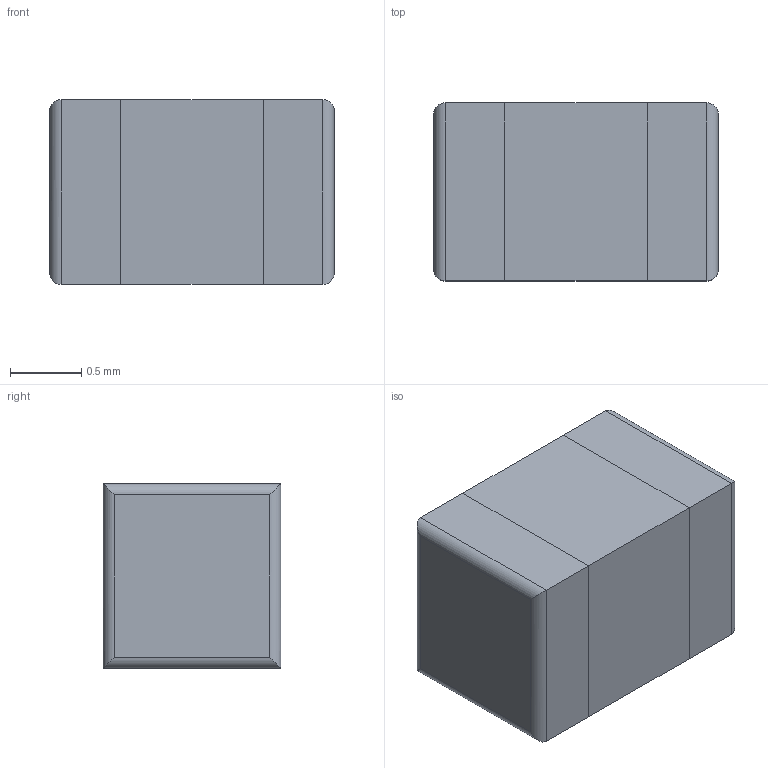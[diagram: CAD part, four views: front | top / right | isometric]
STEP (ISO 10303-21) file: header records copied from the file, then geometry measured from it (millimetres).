
FILE_DESCRIPTION (( 'STEP AP214' ), '1' );
FILE_NAME ('C-0805.STEP', '2019-02-14T05:42:19', ( '' ), ( '' ), 'SwSTEP 2.0', 'SolidWorks 2019', '' );
FILE_SCHEMA (( 'AUTOMOTIVE_DESIGN' ));
Length unit declared in the file: millimetre
Products named in the file (4): 0805.STEP; C-0805; ______2.STEP; ______1.STEP
Assembly tree (4 placements, depth 3):
  C-0805
    0805.STEP
      ______1.STEP
      ______2.STEP  x2
Bounding box: 2 x 1.25 x 1.3 mm (x, y, z)
Volume: 3.2 mm3; surface area: 19.6 mm2
Topology: 3 solids, 3 shells, 26 faces, 52 edges, 32 vertices
Faces by surface type: plane 18, cylinder 8
Entity records: 548 total; most frequent: CARTESIAN_POINT 88, DIRECTION 76, ORIENTED_EDGE 64, EDGE_CURVE 32, LINE 28, VECTOR 28, AXIS2_PLACEMENT_3D 24, VERTEX_POINT 20
